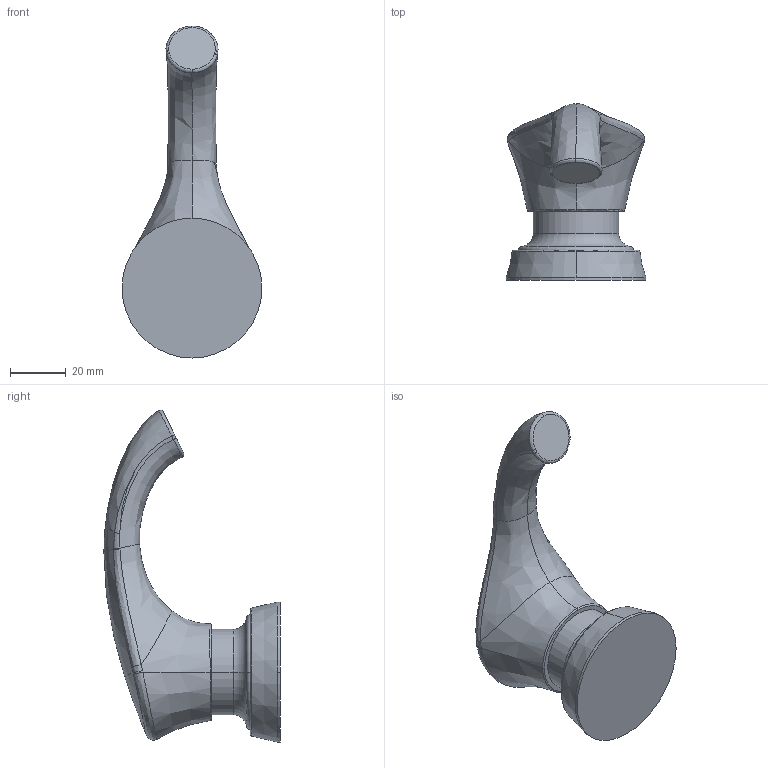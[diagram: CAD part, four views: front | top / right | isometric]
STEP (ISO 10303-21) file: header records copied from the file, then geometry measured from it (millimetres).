
FILE_DESCRIPTION((''),'2;1');
FILE_NAME('2500-5721','2021-04-27T10:17:44',('jinson.thomas'),(''),'CREO PARAMETRIC BY PTC INC, 2018400','CREO PARAMETRIC BY PTC INC, 2018400','');
FILE_SCHEMA(('CONFIG_CONTROL_DESIGN'));
Length unit declared in the file: inch
Products named in the file (1): 2500-5721
Bounding box: 50.29 x 63.37 x 119.37 mm (x, y, z)
Volume: 90294.1 mm3; surface area: 15360.3 mm2
Topology: 1 solids, 1 shells, 58 faces, 127 edges, 73 vertices
Faces by surface type: bspline 42, torus 6, cylinder 4, plane 4, cone 2
Entity records: 4289 total; most frequent: CARTESIAN_POINT 3254, ORIENTED_EDGE 254, DIRECTION 128, EDGE_CURVE 127, B_SPLINE_CURVE_WITH_KNOTS 76, VERTEX_POINT 73, AXIS2_PLACEMENT_3D 61, EDGE_LOOP 60
